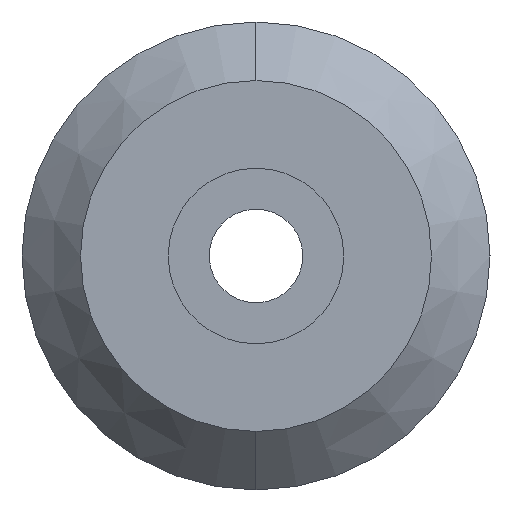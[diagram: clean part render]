
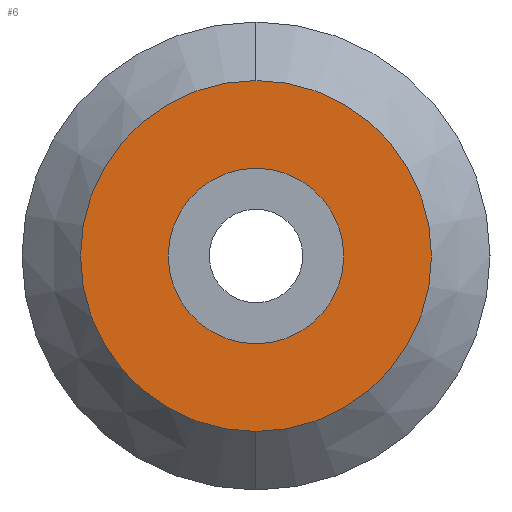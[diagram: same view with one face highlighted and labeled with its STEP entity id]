
A CAD part, left-side view. The second image highlights one B-rep face of the part: STEP entity #6.
In plain terms, the highlighted planar face has unit normal (-1, 0, 0).
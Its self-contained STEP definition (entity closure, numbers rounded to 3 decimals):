
#6 = ADVANCED_FACE ( 'NONE', ( #1209, #570 ), #533, .T. ) ;
#16 = AXIS2_PLACEMENT_3D ( 'NONE', #835, #813, #512 ) ;
#21 = EDGE_CURVE ( 'NONE', #34, #1140, #794, .T. ) ;
#22 = ORIENTED_EDGE ( 'NONE', *, *, #467, .F. ) ;
#34 = VERTEX_POINT ( 'NONE', #801 ) ;
#113 = ORIENTED_EDGE ( 'NONE', *, *, #663, .T. ) ;
#138 = DIRECTION ( 'NONE',  ( 1., 0., 0. ) ) ;
#274 = CARTESIAN_POINT ( 'NONE',  ( -73., 0., 0. ) ) ;
#336 = ORIENTED_EDGE ( 'NONE', *, *, #21, .T. ) ;
#349 = CARTESIAN_POINT ( 'NONE',  ( -73., 1.5, 0. ) ) ;
#356 = ORIENTED_EDGE ( 'NONE', *, *, #1230, .F. ) ;
#443 = AXIS2_PLACEMENT_3D ( 'NONE', #1145, #539, #1225 ) ;
#446 = AXIS2_PLACEMENT_3D ( 'NONE', #510, #138, #699 ) ;
#467 = EDGE_CURVE ( 'NONE', #1069, #1027, #588, .T. ) ;
#509 = DIRECTION ( 'NONE',  ( 0., 0., -1. ) ) ;
#510 = CARTESIAN_POINT ( 'NONE',  ( -73., 0., 0. ) ) ;
#512 = DIRECTION ( 'NONE',  ( 0., 0., -1. ) ) ;
#527 = CARTESIAN_POINT ( 'NONE',  ( -73., 0., -1.5 ) ) ;
#533 = PLANE ( 'NONE',  #1203 ) ;
#539 = DIRECTION ( 'NONE',  ( 1., 0., 0. ) ) ;
#549 = EDGE_LOOP ( 'NONE', ( #22, #356 ) ) ;
#570 = FACE_OUTER_BOUND ( 'NONE', #549, .T. ) ;
#573 = CARTESIAN_POINT ( 'NONE',  ( -73., 0., 3. ) ) ;
#588 = CIRCLE ( 'NONE', #446, 3. ) ;
#663 = EDGE_CURVE ( 'NONE', #1140, #34, #839, .T. ) ;
#699 = DIRECTION ( 'NONE',  ( 0., 0., -1. ) ) ;
#737 = CIRCLE ( 'NONE', #443, 3. ) ;
#780 = DIRECTION ( 'NONE',  ( 1., 0., 0. ) ) ;
#794 = CIRCLE ( 'NONE', #16, 1.5 ) ;
#801 = CARTESIAN_POINT ( 'NONE',  ( -73., 0., 1.5 ) ) ;
#813 = DIRECTION ( 'NONE',  ( 1., 0., 0. ) ) ;
#822 = EDGE_LOOP ( 'NONE', ( #113, #336 ) ) ;
#828 = DIRECTION ( 'NONE',  ( 0., 0., 1. ) ) ;
#835 = CARTESIAN_POINT ( 'NONE',  ( -73., 0., 0. ) ) ;
#839 = CIRCLE ( 'NONE', #1226, 1.5 ) ;
#922 = DIRECTION ( 'NONE',  ( -1., 0., 0. ) ) ;
#1012 = CARTESIAN_POINT ( 'NONE',  ( -73., 0., -3. ) ) ;
#1027 = VERTEX_POINT ( 'NONE', #573 ) ;
#1069 = VERTEX_POINT ( 'NONE', #1012 ) ;
#1140 = VERTEX_POINT ( 'NONE', #527 ) ;
#1145 = CARTESIAN_POINT ( 'NONE',  ( -73., 0., 0. ) ) ;
#1203 = AXIS2_PLACEMENT_3D ( 'NONE', #349, #922, #828 ) ;
#1209 = FACE_BOUND ( 'NONE', #822, .T. ) ;
#1225 = DIRECTION ( 'NONE',  ( 0., 0., -1. ) ) ;
#1226 = AXIS2_PLACEMENT_3D ( 'NONE', #274, #780, #509 ) ;
#1230 = EDGE_CURVE ( 'NONE', #1027, #1069, #737, .T. ) ;
